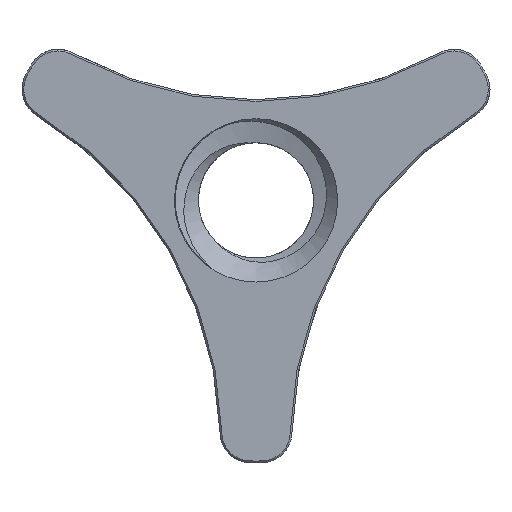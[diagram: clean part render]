
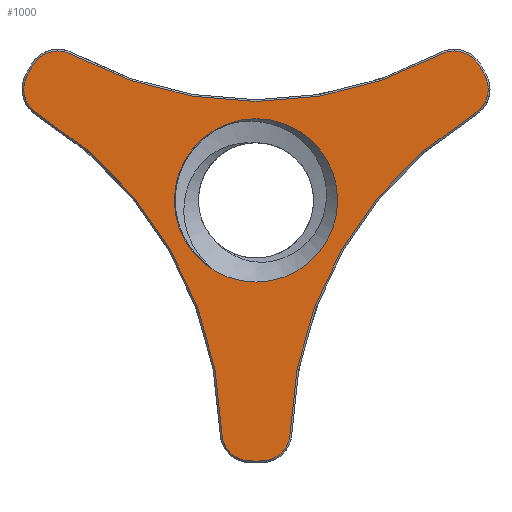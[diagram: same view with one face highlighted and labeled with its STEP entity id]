
A CAD part, top view. The second image highlights one B-rep face of the part: STEP entity #1000.
In plain terms, the highlighted planar face has unit normal (0, 0, 1).
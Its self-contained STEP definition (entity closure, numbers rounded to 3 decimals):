
#15=FACE_BOUND('',#151,.T.);
#17=PLANE('',#1107);
#87=FACE_OUTER_BOUND('',#150,.T.);
#150=EDGE_LOOP('',(#771,#772,#773,#774,#775,#776,#777,#778,#779,#780,#781,
#782));
#151=EDGE_LOOP('',(#783));
#192=CIRCLE('',#1060,18.675);
#194=CIRCLE('',#1065,87.9);
#197=CIRCLE('',#1069,6.6);
#198=CIRCLE('',#1071,59.6);
#201=CIRCLE('',#1075,6.6);
#202=CIRCLE('',#1077,87.9);
#205=CIRCLE('',#1081,6.6);
#206=CIRCLE('',#1083,59.6);
#209=CIRCLE('',#1087,6.6);
#210=CIRCLE('',#1089,87.9);
#213=CIRCLE('',#1093,6.6);
#214=CIRCLE('',#1095,59.6);
#217=CIRCLE('',#1099,6.6);
#412=VERTEX_POINT('',#1553);
#417=VERTEX_POINT('',#2714);
#418=VERTEX_POINT('',#2716);
#421=VERTEX_POINT('',#2724);
#423=VERTEX_POINT('',#2729);
#425=VERTEX_POINT('',#2736);
#427=VERTEX_POINT('',#2741);
#429=VERTEX_POINT('',#2748);
#431=VERTEX_POINT('',#2753);
#433=VERTEX_POINT('',#2760);
#435=VERTEX_POINT('',#2765);
#437=VERTEX_POINT('',#2772);
#439=VERTEX_POINT('',#2777);
#507=EDGE_CURVE('',#412,#412,#192,.T.);
#521=EDGE_CURVE('',#417,#418,#194,.T.);
#526=EDGE_CURVE('',#421,#417,#197,.T.);
#528=EDGE_CURVE('',#423,#421,#198,.T.);
#532=EDGE_CURVE('',#425,#423,#201,.T.);
#534=EDGE_CURVE('',#427,#425,#202,.T.);
#538=EDGE_CURVE('',#429,#427,#205,.T.);
#540=EDGE_CURVE('',#431,#429,#206,.T.);
#544=EDGE_CURVE('',#433,#431,#209,.T.);
#546=EDGE_CURVE('',#435,#433,#210,.T.);
#550=EDGE_CURVE('',#437,#435,#213,.T.);
#552=EDGE_CURVE('',#439,#437,#214,.T.);
#555=EDGE_CURVE('',#418,#439,#217,.T.);
#771=ORIENTED_EDGE('',*,*,#521,.F.);
#772=ORIENTED_EDGE('',*,*,#526,.F.);
#773=ORIENTED_EDGE('',*,*,#528,.F.);
#774=ORIENTED_EDGE('',*,*,#532,.F.);
#775=ORIENTED_EDGE('',*,*,#534,.F.);
#776=ORIENTED_EDGE('',*,*,#538,.F.);
#777=ORIENTED_EDGE('',*,*,#540,.F.);
#778=ORIENTED_EDGE('',*,*,#544,.F.);
#779=ORIENTED_EDGE('',*,*,#546,.F.);
#780=ORIENTED_EDGE('',*,*,#550,.F.);
#781=ORIENTED_EDGE('',*,*,#552,.F.);
#782=ORIENTED_EDGE('',*,*,#555,.F.);
#783=ORIENTED_EDGE('',*,*,#507,.T.);
#1000=ADVANCED_FACE('',(#87,#15),#17,.T.);
#1060=AXIS2_PLACEMENT_3D('',#1554,#1162,#1163);
#1065=AXIS2_PLACEMENT_3D('',#2717,#1175,#1176);
#1069=AXIS2_PLACEMENT_3D('',#2726,#1185,#1186);
#1071=AXIS2_PLACEMENT_3D('',#2731,#1190,#1191);
#1075=AXIS2_PLACEMENT_3D('',#2738,#1199,#1200);
#1077=AXIS2_PLACEMENT_3D('',#2743,#1204,#1205);
#1081=AXIS2_PLACEMENT_3D('',#2750,#1213,#1214);
#1083=AXIS2_PLACEMENT_3D('',#2755,#1218,#1219);
#1087=AXIS2_PLACEMENT_3D('',#2762,#1227,#1228);
#1089=AXIS2_PLACEMENT_3D('',#2767,#1232,#1233);
#1093=AXIS2_PLACEMENT_3D('',#2774,#1241,#1242);
#1095=AXIS2_PLACEMENT_3D('',#2779,#1246,#1247);
#1099=AXIS2_PLACEMENT_3D('',#2783,#1254,#1255);
#1107=AXIS2_PLACEMENT_3D('',#2874,#1277,#1278);
#1162=DIRECTION('center_axis',(0.,0.,-1.));
#1163=DIRECTION('ref_axis',(0.,1.,0.));
#1175=DIRECTION('center_axis',(0.,0.,1.));
#1176=DIRECTION('ref_axis',(1.,0.,0.));
#1185=DIRECTION('center_axis',(0.,0.,-1.));
#1186=DIRECTION('ref_axis',(-0.707,-0.707,0.));
#1190=DIRECTION('center_axis',(0.,0.,-1.));
#1191=DIRECTION('ref_axis',(0.,-1.,0.));
#1199=DIRECTION('center_axis',(0.,0.,-1.));
#1200=DIRECTION('ref_axis',(0.707,-0.707,0.));
#1204=DIRECTION('center_axis',(0.,0.,1.));
#1205=DIRECTION('ref_axis',(-1.,0.,0.));
#1213=DIRECTION('center_axis',(0.,0.,-1.));
#1214=DIRECTION('ref_axis',(0.966,-0.258,0.));
#1218=DIRECTION('center_axis',(0.,0.,-1.));
#1219=DIRECTION('ref_axis',(0.,1.,0.));
#1227=DIRECTION('center_axis',(0.,0.,-1.));
#1228=DIRECTION('ref_axis',(0.259,0.966,0.));
#1232=DIRECTION('center_axis',(0.,0.,1.));
#1233=DIRECTION('ref_axis',(-1.,0.,0.));
#1241=DIRECTION('center_axis',(0.,0.,-1.));
#1242=DIRECTION('ref_axis',(-0.259,0.966,0.));
#1246=DIRECTION('center_axis',(0.,0.,-1.));
#1247=DIRECTION('ref_axis',(0.,1.,0.));
#1254=DIRECTION('center_axis',(0.,0.,-1.));
#1255=DIRECTION('ref_axis',(-0.966,-0.258,0.));
#1277=DIRECTION('center_axis',(0.,0.,1.));
#1278=DIRECTION('ref_axis',(1.,0.,0.));
#1553=CARTESIAN_POINT('',(0.,-18.675,43.68));
#1554=CARTESIAN_POINT('Origin',(0.,0.,43.68));
#2714=CARTESIAN_POINT('',(-7.821,-53.144,43.68));
#2716=CARTESIAN_POINT('',(-49.935,19.799,43.68));
#2717=CARTESIAN_POINT('Origin',(-95.696,-55.25,43.68));
#2724=CARTESIAN_POINT('',(-1.375,-59.584,43.68));
#2726=CARTESIAN_POINT('Origin',(-1.223,-52.986,43.68));
#2729=CARTESIAN_POINT('',(1.375,-59.584,43.68));
#2731=CARTESIAN_POINT('Origin',(0.,0.,43.68));
#2736=CARTESIAN_POINT('',(7.821,-53.144,43.68));
#2738=CARTESIAN_POINT('Origin',(1.223,-52.986,43.68));
#2741=CARTESIAN_POINT('',(49.935,19.799,43.68));
#2743=CARTESIAN_POINT('Origin',(95.696,-55.25,43.68));
#2748=CARTESIAN_POINT('',(52.289,28.601,43.68));
#2750=CARTESIAN_POINT('Origin',(46.499,25.434,43.68));
#2753=CARTESIAN_POINT('',(50.914,30.983,43.68));
#2755=CARTESIAN_POINT('Origin',(0.,0.,43.68));
#2760=CARTESIAN_POINT('',(42.114,33.345,43.68));
#2762=CARTESIAN_POINT('Origin',(45.276,27.552,43.68));
#2765=CARTESIAN_POINT('',(-42.114,33.345,43.68));
#2767=CARTESIAN_POINT('Origin',(0.,110.5,43.68));
#2772=CARTESIAN_POINT('',(-50.914,30.983,43.68));
#2774=CARTESIAN_POINT('Origin',(-45.276,27.552,43.68));
#2777=CARTESIAN_POINT('',(-52.289,28.601,43.68));
#2779=CARTESIAN_POINT('Origin',(0.,0.,43.68));
#2783=CARTESIAN_POINT('Origin',(-46.499,25.434,43.68));
#2874=CARTESIAN_POINT('Origin',(0.,-13.,43.68));
